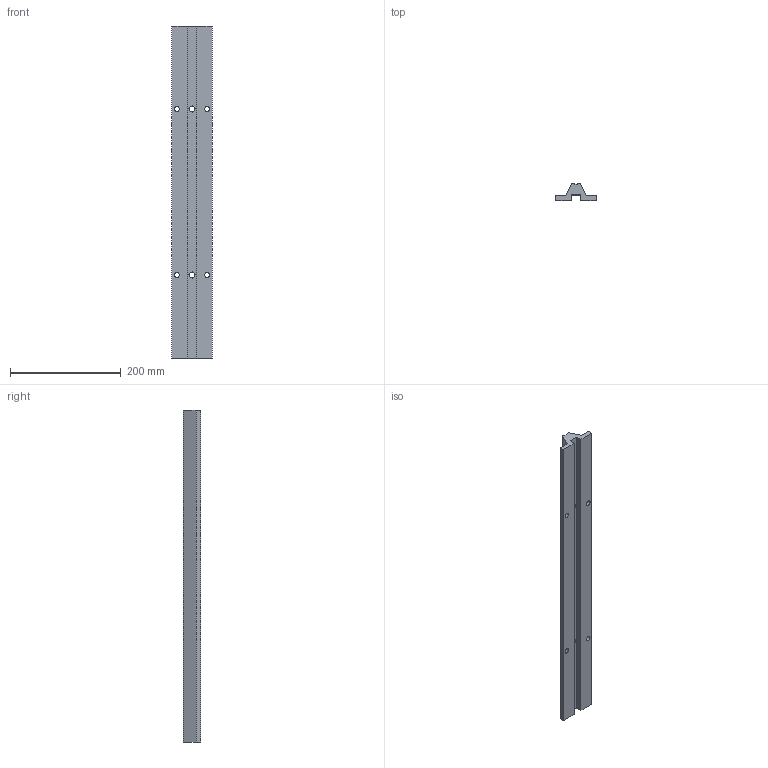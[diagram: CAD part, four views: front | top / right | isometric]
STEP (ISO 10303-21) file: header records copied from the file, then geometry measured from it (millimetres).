
FILE_DESCRIPTION(/* description */ ('niedrige Baureihe'),/* implementation_level */ '2;1');
FILE_NAME(/* name */ '150012-0.step',/* time_stamp */ '2021-08-11T14:59:06+02:00',/* author */ ('Praktikum'),/* organization */ (''),/* preprocessor_version */ 'ST-DEVELOPER v18.1',/* originating_system */ 'Autodesk Inventor 2021',/* authorisation */ '');
FILE_SCHEMA (('AUTOMOTIVE_DESIGN { 1 0 10303 214 3 1 1 }'));
Length unit declared in the file: millimetre
Products named in the file (1): 15-0012-0FZ.000
Bounding box: 73 x 31.39 x 600 mm (x, y, z)
Volume: 590631 mm3; surface area: 131472.4 mm2
Topology: 1 solids, 1 shells, 21 faces, 63 edges, 42 vertices
Faces by surface type: plane 15, cylinder 6
Full cylindrical faces by diameter (mm): 9 x4, 11 x2
Entity records: 778 total; most frequent: CARTESIAN_POINT 127, ORIENTED_EDGE 126, DIRECTION 123, EDGE_CURVE 63, LINE 47, VECTOR 47, VERTEX_POINT 42, AXIS2_PLACEMENT_3D 38
